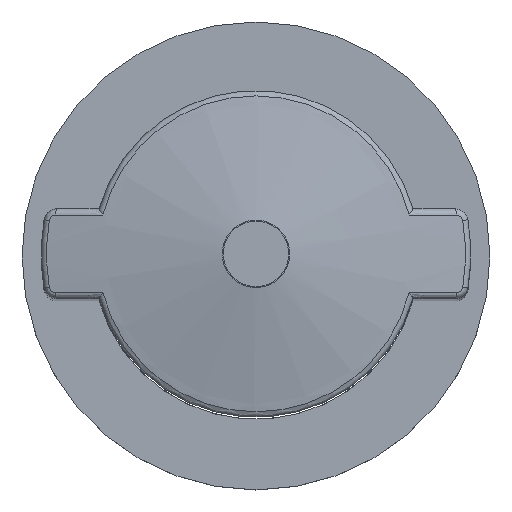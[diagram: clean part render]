
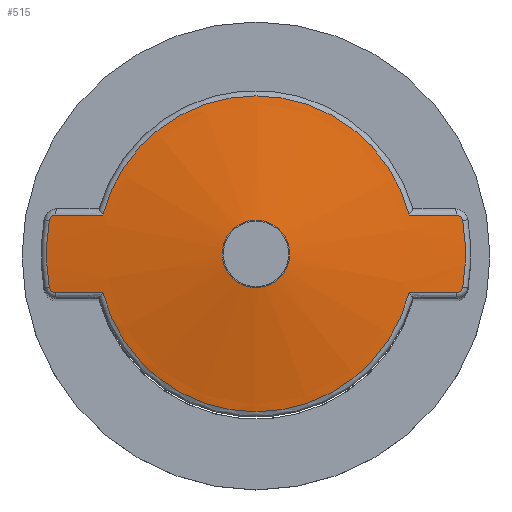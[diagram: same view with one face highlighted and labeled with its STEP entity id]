
A CAD part, top view. The second image highlights one B-rep face of the part: STEP entity #515.
In plain terms, the highlighted conical face has half-angle 79.962 degrees and reference radius 8.474 mm.
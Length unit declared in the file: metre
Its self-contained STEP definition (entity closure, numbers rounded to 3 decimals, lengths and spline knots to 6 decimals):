
#25=CONICAL_SURFACE('',#582,0.008474,1.396);
#38=B_SPLINE_CURVE_WITH_KNOTS('',3,(#883,#884,#885,#886),.UNSPECIFIED.,
 .F.,.F.,(4,4),(0.,0.001865),.UNSPECIFIED.);
#39=B_SPLINE_CURVE_WITH_KNOTS('',3,(#891,#892,#893,#894),.UNSPECIFIED.,
 .F.,.F.,(4,4),(0.,0.001865),.UNSPECIFIED.);
#40=B_SPLINE_CURVE_WITH_KNOTS('',3,(#896,#897,#898,#899),.UNSPECIFIED.,
 .F.,.F.,(4,4),(0.,0.000359),.UNSPECIFIED.);
#41=B_SPLINE_CURVE_WITH_KNOTS('',3,(#903,#904,#905,#906),.UNSPECIFIED.,
 .F.,.F.,(4,4),(0.,0.000359),.UNSPECIFIED.);
#42=B_SPLINE_CURVE_WITH_KNOTS('',3,(#908,#909,#910,#911),.UNSPECIFIED.,
 .F.,.F.,(4,4),(0.,0.001865),.UNSPECIFIED.);
#43=B_SPLINE_CURVE_WITH_KNOTS('',3,(#915,#916,#917,#918),.UNSPECIFIED.,
 .F.,.F.,(4,4),(0.,0.001865),.UNSPECIFIED.);
#44=B_SPLINE_CURVE_WITH_KNOTS('',3,(#920,#921,#922,#923),.UNSPECIFIED.,
 .F.,.F.,(4,4),(0.,0.000359),.UNSPECIFIED.);
#45=B_SPLINE_CURVE_WITH_KNOTS('',3,(#927,#928,#929,#930),.UNSPECIFIED.,
 .F.,.F.,(4,4),(0.,0.000359),.UNSPECIFIED.);
#185=ORIENTED_EDGE('',*,*,#304,.T.);
#186=ORIENTED_EDGE('',*,*,#305,.T.);
#187=ORIENTED_EDGE('',*,*,#306,.T.);
#188=ORIENTED_EDGE('',*,*,#307,.T.);
#189=ORIENTED_EDGE('',*,*,#308,.T.);
#190=ORIENTED_EDGE('',*,*,#309,.T.);
#191=ORIENTED_EDGE('',*,*,#310,.T.);
#192=ORIENTED_EDGE('',*,*,#311,.T.);
#193=ORIENTED_EDGE('',*,*,#312,.T.);
#194=ORIENTED_EDGE('',*,*,#313,.T.);
#195=ORIENTED_EDGE('',*,*,#314,.T.);
#196=ORIENTED_EDGE('',*,*,#315,.T.);
#197=ORIENTED_EDGE('',*,*,#316,.T.);
#304=EDGE_CURVE('',#365,#365,#398,.F.);
#305=EDGE_CURVE('',#366,#367,#38,.T.);
#306=EDGE_CURVE('',#367,#368,#399,.F.);
#307=EDGE_CURVE('',#368,#369,#39,.T.);
#308=EDGE_CURVE('',#369,#370,#40,.T.);
#309=EDGE_CURVE('',#370,#371,#400,.T.);
#310=EDGE_CURVE('',#371,#372,#41,.T.);
#311=EDGE_CURVE('',#372,#373,#42,.T.);
#312=EDGE_CURVE('',#373,#374,#401,.F.);
#313=EDGE_CURVE('',#374,#375,#43,.T.);
#314=EDGE_CURVE('',#375,#376,#44,.T.);
#315=EDGE_CURVE('',#376,#377,#402,.T.);
#316=EDGE_CURVE('',#377,#366,#45,.T.);
#365=VERTEX_POINT('',#882);
#366=VERTEX_POINT('',#887);
#367=VERTEX_POINT('',#888);
#368=VERTEX_POINT('',#890);
#369=VERTEX_POINT('',#895);
#370=VERTEX_POINT('',#900);
#371=VERTEX_POINT('',#902);
#372=VERTEX_POINT('',#907);
#373=VERTEX_POINT('',#912);
#374=VERTEX_POINT('',#914);
#375=VERTEX_POINT('',#919);
#376=VERTEX_POINT('',#924);
#377=VERTEX_POINT('',#926);
#398=CIRCLE('',#583,0.001315);
#399=CIRCLE('',#584,0.006144);
#400=CIRCLE('',#585,0.008144);
#401=CIRCLE('',#586,0.006144);
#402=CIRCLE('',#587,0.008144);
#433=EDGE_LOOP('',(#185));
#434=EDGE_LOOP('',(#186,#187,#188,#189,#190,#191,#192,#193,#194,#195,#196,
#197));
#471=FACE_BOUND('',#433,.T.);
#472=FACE_BOUND('',#434,.T.);
#515=ADVANCED_FACE('',(#471,#472),#25,.T.);
#582=AXIS2_PLACEMENT_3D('',#880,#699,#700);
#583=AXIS2_PLACEMENT_3D('',#881,#701,#702);
#584=AXIS2_PLACEMENT_3D('',#889,#703,#704);
#585=AXIS2_PLACEMENT_3D('',#901,#705,#706);
#586=AXIS2_PLACEMENT_3D('',#913,#707,#708);
#587=AXIS2_PLACEMENT_3D('',#925,#709,#710);
#699=DIRECTION('',(0.,0.,-1.));
#700=DIRECTION('',(-1.,0.,0.));
#701=DIRECTION('',(0.,0.,1.));
#702=DIRECTION('',(1.,0.,0.));
#703=DIRECTION('',(0.,0.,-1.));
#704=DIRECTION('',(-1.,0.,0.));
#705=DIRECTION('',(0.,0.,1.));
#706=DIRECTION('',(1.,0.,0.));
#707=DIRECTION('',(0.,0.,-1.));
#708=DIRECTION('',(-1.,0.,0.));
#709=DIRECTION('',(0.,0.,1.));
#710=DIRECTION('',(1.,0.,0.));
#880=CARTESIAN_POINT('',(0.,0.,0.0485));
#881=CARTESIAN_POINT('',(0.,0.,0.049767));
#882=CARTESIAN_POINT('',(0.001315,0.,0.049767));
#883=CARTESIAN_POINT('',(-0.007793,-0.001508,0.048595));
#884=CARTESIAN_POINT('',(-0.00718,-0.001509,0.048701));
#885=CARTESIAN_POINT('',(-0.006568,-0.00151,0.048807));
#886=CARTESIAN_POINT('',(-0.005955,-0.001511,0.048913));
#887=CARTESIAN_POINT('',(-0.007793,-0.001508,0.048595));
#888=CARTESIAN_POINT('',(-0.005955,-0.001511,0.048913));
#889=CARTESIAN_POINT('',(0.,0.,0.048913));
#890=CARTESIAN_POINT('',(0.005955,-0.001511,0.048913));
#891=CARTESIAN_POINT('',(0.005955,-0.001511,0.048913));
#892=CARTESIAN_POINT('',(0.006568,-0.00151,0.048807));
#893=CARTESIAN_POINT('',(0.00718,-0.001509,0.048701));
#894=CARTESIAN_POINT('',(0.007793,-0.001508,0.048595));
#895=CARTESIAN_POINT('',(0.007793,-0.001508,0.048595));
#896=CARTESIAN_POINT('',(0.007793,-0.001508,0.048595));
#897=CARTESIAN_POINT('',(0.007911,-0.001508,0.048575));
#898=CARTESIAN_POINT('',(0.008021,-0.001415,0.048559));
#899=CARTESIAN_POINT('',(0.00804,-0.001297,0.048559));
#900=CARTESIAN_POINT('',(0.00804,-0.001297,0.048559));
#901=CARTESIAN_POINT('',(0.,0.,0.048559));
#902=CARTESIAN_POINT('',(0.00804,0.001297,0.048559));
#903=CARTESIAN_POINT('',(0.00804,0.001297,0.048559));
#904=CARTESIAN_POINT('',(0.008021,0.001415,0.048559));
#905=CARTESIAN_POINT('',(0.007911,0.001508,0.048575));
#906=CARTESIAN_POINT('',(0.007793,0.001508,0.048595));
#907=CARTESIAN_POINT('',(0.007793,0.001508,0.048595));
#908=CARTESIAN_POINT('',(0.007793,0.001508,0.048595));
#909=CARTESIAN_POINT('',(0.00718,0.001509,0.048701));
#910=CARTESIAN_POINT('',(0.006568,0.00151,0.048807));
#911=CARTESIAN_POINT('',(0.005955,0.001511,0.048913));
#912=CARTESIAN_POINT('',(0.005955,0.001511,0.048913));
#913=CARTESIAN_POINT('',(0.,0.,0.048913));
#914=CARTESIAN_POINT('',(-0.005955,0.001511,0.048913));
#915=CARTESIAN_POINT('',(-0.005955,0.001511,0.048913));
#916=CARTESIAN_POINT('',(-0.006568,0.00151,0.048807));
#917=CARTESIAN_POINT('',(-0.00718,0.001509,0.048701));
#918=CARTESIAN_POINT('',(-0.007793,0.001508,0.048595));
#919=CARTESIAN_POINT('',(-0.007793,0.001508,0.048595));
#920=CARTESIAN_POINT('',(-0.007793,0.001508,0.048595));
#921=CARTESIAN_POINT('',(-0.007911,0.001508,0.048575));
#922=CARTESIAN_POINT('',(-0.008021,0.001415,0.048559));
#923=CARTESIAN_POINT('',(-0.00804,0.001297,0.048559));
#924=CARTESIAN_POINT('',(-0.00804,0.001297,0.048559));
#925=CARTESIAN_POINT('',(0.,0.,0.048559));
#926=CARTESIAN_POINT('',(-0.00804,-0.001297,0.048559));
#927=CARTESIAN_POINT('',(-0.00804,-0.001297,0.048559));
#928=CARTESIAN_POINT('',(-0.008021,-0.001415,0.048559));
#929=CARTESIAN_POINT('',(-0.007911,-0.001508,0.048575));
#930=CARTESIAN_POINT('',(-0.007793,-0.001508,0.048595));
